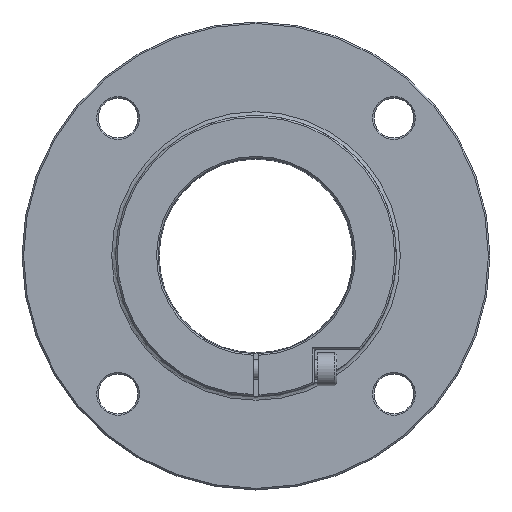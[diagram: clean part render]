
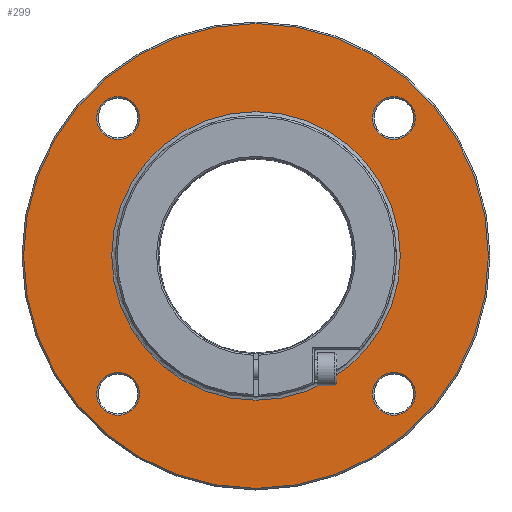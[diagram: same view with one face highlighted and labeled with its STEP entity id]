
A CAD part, top view. The second image highlights one B-rep face of the part: STEP entity #299.
In plain terms, the highlighted planar face has unit normal (0, 0, 1).
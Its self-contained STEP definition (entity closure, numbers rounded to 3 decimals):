
#145=PLANE('',#1102);
#299=ADVANCED_FACE('',(#384,#385,#386,#387,#388,#389),#145,.T.);
#384=FACE_BOUND('',#479,.T.);
#385=FACE_BOUND('',#480,.T.);
#386=FACE_BOUND('',#481,.T.);
#387=FACE_BOUND('',#482,.T.);
#388=FACE_BOUND('',#483,.T.);
#389=FACE_BOUND('',#484,.T.);
#479=EDGE_LOOP('',(#625));
#480=EDGE_LOOP('',(#626));
#481=EDGE_LOOP('',(#627));
#482=EDGE_LOOP('',(#628));
#483=EDGE_LOOP('',(#629));
#484=EDGE_LOOP('',(#630));
#625=ORIENTED_EDGE('',*,*,#937,.T.);
#626=ORIENTED_EDGE('',*,*,#938,.T.);
#627=ORIENTED_EDGE('',*,*,#939,.T.);
#628=ORIENTED_EDGE('',*,*,#940,.T.);
#629=ORIENTED_EDGE('',*,*,#941,.T.);
#630=ORIENTED_EDGE('',*,*,#942,.T.);
#842=VERTEX_POINT('',#1608);
#843=VERTEX_POINT('',#1610);
#844=VERTEX_POINT('',#1612);
#845=VERTEX_POINT('',#1614);
#846=VERTEX_POINT('',#1616);
#847=VERTEX_POINT('',#1618);
#937=EDGE_CURVE('',#842,#842,#1030,.T.);
#938=EDGE_CURVE('',#843,#843,#1031,.T.);
#939=EDGE_CURVE('',#844,#844,#1032,.T.);
#940=EDGE_CURVE('',#845,#845,#1033,.T.);
#941=EDGE_CURVE('',#846,#846,#1034,.T.);
#942=EDGE_CURVE('',#847,#847,#1035,.T.);
#1030=CIRCLE('',#1096,37.);
#1031=CIRCLE('',#1097,5.5);
#1032=CIRCLE('',#1098,5.5);
#1033=CIRCLE('',#1099,5.5);
#1034=CIRCLE('',#1100,5.5);
#1035=CIRCLE('',#1101,59.6);
#1096=AXIS2_PLACEMENT_3D('',#1607,#1274,#1275);
#1097=AXIS2_PLACEMENT_3D('',#1609,#1276,#1277);
#1098=AXIS2_PLACEMENT_3D('',#1611,#1278,#1279);
#1099=AXIS2_PLACEMENT_3D('',#1613,#1280,#1281);
#1100=AXIS2_PLACEMENT_3D('',#1615,#1282,#1283);
#1101=AXIS2_PLACEMENT_3D('',#1617,#1284,#1285);
#1102=AXIS2_PLACEMENT_3D('',#1619,#1286,#1287);
#1274=DIRECTION('',(0.,0.,-1.));
#1275=DIRECTION('',(1.,0.,0.));
#1276=DIRECTION('',(0.,0.,-1.));
#1277=DIRECTION('',(1.,0.,0.));
#1278=DIRECTION('',(0.,0.,-1.));
#1279=DIRECTION('',(1.,0.,0.));
#1280=DIRECTION('',(0.,0.,-1.));
#1281=DIRECTION('',(1.,0.,0.));
#1282=DIRECTION('',(0.,0.,-1.));
#1283=DIRECTION('',(1.,0.,0.));
#1284=DIRECTION('',(0.,0.,1.));
#1285=DIRECTION('',(1.,0.,0.));
#1286=DIRECTION('',(0.,0.,1.));
#1287=DIRECTION('',(1.,0.,0.));
#1607=CARTESIAN_POINT('',(0.,0.,12.));
#1608=CARTESIAN_POINT('',(37.,0.,12.));
#1609=CARTESIAN_POINT('',(-35.355,-35.355,12.));
#1610=CARTESIAN_POINT('',(-29.855,-35.355,12.));
#1611=CARTESIAN_POINT('',(35.355,35.355,12.));
#1612=CARTESIAN_POINT('',(40.855,35.355,12.));
#1613=CARTESIAN_POINT('',(-35.355,35.355,12.));
#1614=CARTESIAN_POINT('',(-29.855,35.355,12.));
#1615=CARTESIAN_POINT('',(35.355,-35.355,12.));
#1616=CARTESIAN_POINT('',(40.855,-35.355,12.));
#1617=CARTESIAN_POINT('',(0.,0.,12.));
#1618=CARTESIAN_POINT('',(59.6,0.,12.));
#1619=CARTESIAN_POINT('',(0.,0.,12.));
